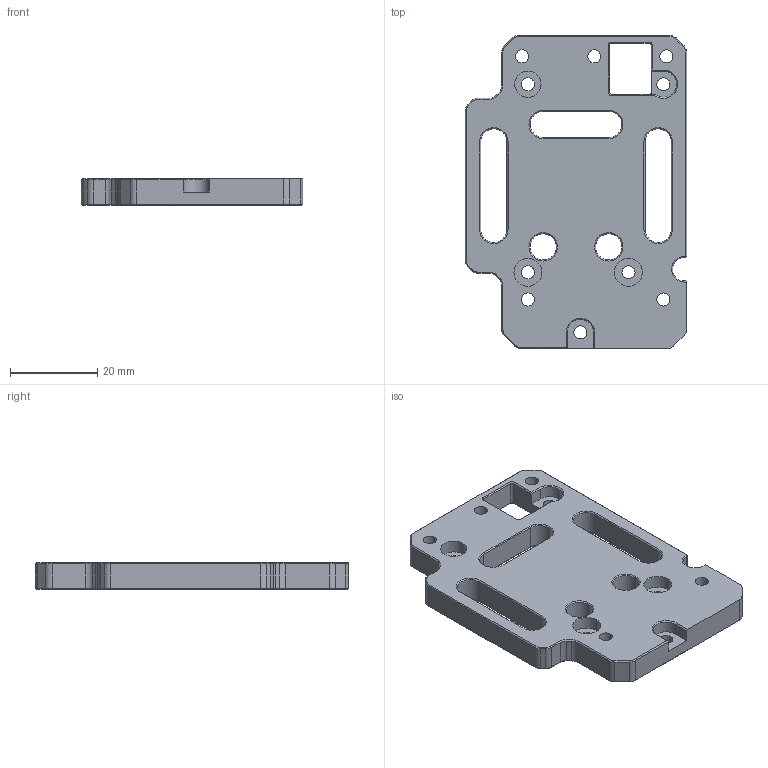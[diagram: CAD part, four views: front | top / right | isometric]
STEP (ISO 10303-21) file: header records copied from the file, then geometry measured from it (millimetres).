
FILE_DESCRIPTION (( 'STEP AP203' ), '1' );
FILE_NAME ('Bondtech_extuder_Plate 10pcs.STEP', '2020-08-20T18:24:57', ( '' ), ( '' ), 'SwSTEP 2.0', 'SolidWorks 2019', '' );
FILE_SCHEMA (( 'CONFIG_CONTROL_DESIGN' ));
Length unit declared in the file: millimetre
Products named in the file (1): Bondtech_extuder_Plate 10pcs
Bounding box: 50.6 x 71.61 x 6 mm (x, y, z)
Volume: 15402 mm3; surface area: 8856.2 mm2
Topology: 1 solids, 1 shells, 259 faces, 608 edges, 364 vertices
Faces by surface type: plane 112, cylinder 82, cone 65
Entity records: 7462 total; most frequent: DIRECTION 1357, CARTESIAN_POINT 1235, ORIENTED_EDGE 1216, EDGE_CURVE 608, AXIS2_PLACEMENT_3D 490, LINE 377, VECTOR 377, VERTEX_POINT 364
